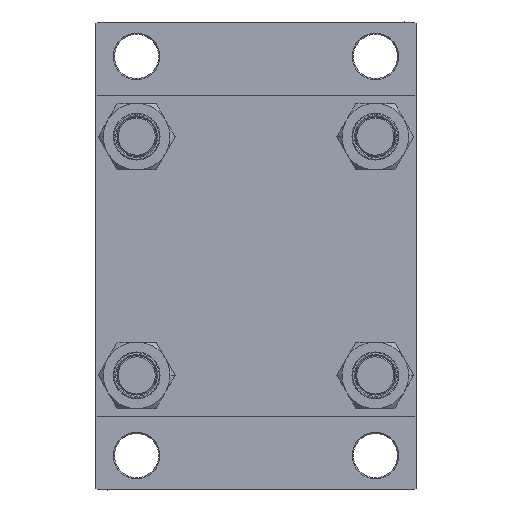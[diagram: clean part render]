
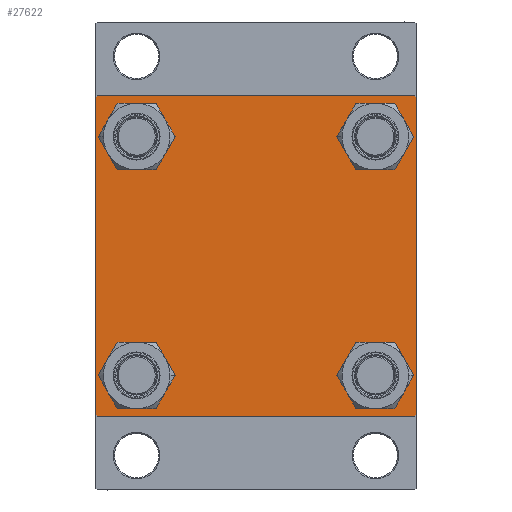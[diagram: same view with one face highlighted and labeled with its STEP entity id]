
A CAD part, left-side view. The second image highlights one B-rep face of the part: STEP entity #27622.
In plain terms, the highlighted planar face has unit normal (-1, 0, 0).
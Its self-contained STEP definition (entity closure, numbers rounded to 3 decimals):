
#803 = ORIENTED_EDGE ( 'NONE', *, *, #2493, .T. ) ;
#979 = EDGE_CURVE ( 'NONE', #8697, #15540, #24725, .T. ) ;
#1134 = AXIS2_PLACEMENT_3D ( 'NONE', #23267, #37989, #4937 ) ;
#1176 = AXIS2_PLACEMENT_3D ( 'NONE', #46156, #45692, #12614 ) ;
#1226 = CARTESIAN_POINT ( 'NONE',  ( 0., -64.5, 65. ) ) ;
#1693 = CARTESIAN_POINT ( 'NONE',  ( 0., 48.45, 39.95 ) ) ;
#1973 = VERTEX_POINT ( 'NONE', #24027 ) ;
#2493 = EDGE_CURVE ( 'NONE', #17418, #20600, #24762, .T. ) ;
#2826 = EDGE_CURVE ( 'NONE', #32211, #12341, #32570, .T. ) ;
#3109 = EDGE_CURVE ( 'NONE', #1973, #32211, #33484, .T. ) ;
#3189 = CARTESIAN_POINT ( 'NONE',  ( 0., -48.45, 39.95 ) ) ;
#3237 = LINE ( 'NONE', #15245, #16013 ) ;
#3483 = CARTESIAN_POINT ( 'NONE',  ( 0., 65., 64.5 ) ) ;
#3503 = VERTEX_POINT ( 'NONE', #14838 ) ;
#3767 = CIRCLE ( 'NONE', #44650, 8.5 ) ;
#3843 = DIRECTION ( 'NONE',  ( 0., -1., 0. ) ) ;
#4757 = CARTESIAN_POINT ( 'NONE',  ( 0., 64.75, -64.75 ) ) ;
#4937 = DIRECTION ( 'NONE',  ( 0., 0., 1. ) ) ;
#5314 = FACE_BOUND ( 'NONE', #20696, .T. ) ;
#5541 = DIRECTION ( 'NONE',  ( 0., 0., 1. ) ) ;
#5890 = DIRECTION ( 'NONE',  ( 0., 0.707, -0.707 ) ) ;
#6581 = DIRECTION ( 'NONE',  ( 1., 0., 0. ) ) ;
#6722 = DIRECTION ( 'NONE',  ( 0., 0., 1. ) ) ;
#6954 = EDGE_CURVE ( 'NONE', #3503, #18088, #12894, .T. ) ;
#7309 = AXIS2_PLACEMENT_3D ( 'NONE', #46103, #35217, #5541 ) ;
#7464 = CARTESIAN_POINT ( 'NONE',  ( 0., 48.45, 56.95 ) ) ;
#7632 = CARTESIAN_POINT ( 'NONE',  ( 0., 65., 65. ) ) ;
#8697 = VERTEX_POINT ( 'NONE', #24634 ) ;
#9824 = DIRECTION ( 'NONE',  ( 0., 0.707, 0.707 ) ) ;
#10328 = VECTOR ( 'NONE', #40927, 1000. ) ;
#10615 = DIRECTION ( 'NONE',  ( 1., 0., 0. ) ) ;
#11604 = LINE ( 'NONE', #25859, #44682 ) ;
#11670 = VECTOR ( 'NONE', #3843, 1000. ) ;
#12341 = VERTEX_POINT ( 'NONE', #12439 ) ;
#12439 = CARTESIAN_POINT ( 'NONE',  ( 0., -64.5, -65. ) ) ;
#12614 = DIRECTION ( 'NONE',  ( 0., 0., 1. ) ) ;
#12684 = ORIENTED_EDGE ( 'NONE', *, *, #30720, .T. ) ;
#12894 = LINE ( 'NONE', #13123, #17857 ) ;
#13123 = CARTESIAN_POINT ( 'NONE',  ( 0., 64.75, 64.75 ) ) ;
#13165 = EDGE_CURVE ( 'NONE', #38054, #47585, #35771, .T. ) ;
#13208 = AXIS2_PLACEMENT_3D ( 'NONE', #27029, #23400, #31573 ) ;
#13323 = ORIENTED_EDGE ( 'NONE', *, *, #29351, .T. ) ;
#13725 = EDGE_CURVE ( 'NONE', #20600, #17418, #18836, .T. ) ;
#13744 = DIRECTION ( 'NONE',  ( 0., 0., 1. ) ) ;
#14466 = ORIENTED_EDGE ( 'NONE', *, *, #35064, .F. ) ;
#14838 = CARTESIAN_POINT ( 'NONE',  ( 0., 64.5, 65. ) ) ;
#15245 = CARTESIAN_POINT ( 'NONE',  ( 0., -65., 65. ) ) ;
#15478 = DIRECTION ( 'NONE',  ( 0., 0., -1. ) ) ;
#15540 = VERTEX_POINT ( 'NONE', #3189 ) ;
#16013 = VECTOR ( 'NONE', #15478, 1000. ) ;
#16405 = PLANE ( 'NONE',  #7309 ) ;
#16752 = ORIENTED_EDGE ( 'NONE', *, *, #28695, .T. ) ;
#16826 = EDGE_LOOP ( 'NONE', ( #16752, #34632 ) ) ;
#17038 = CARTESIAN_POINT ( 'NONE',  ( 0., -65., -64.5 ) ) ;
#17041 = VECTOR ( 'NONE', #37577, 1000. ) ;
#17418 = VERTEX_POINT ( 'NONE', #24367 ) ;
#17439 = DIRECTION ( 'NONE',  ( 0., 0., 1. ) ) ;
#17857 = VECTOR ( 'NONE', #5890, 1000. ) ;
#17997 = CARTESIAN_POINT ( 'NONE',  ( 0., 64.5, -65. ) ) ;
#18055 = DIRECTION ( 'NONE',  ( 1., 0., 0. ) ) ;
#18088 = VERTEX_POINT ( 'NONE', #3483 ) ;
#18504 = ORIENTED_EDGE ( 'NONE', *, *, #26269, .T. ) ;
#18836 = CIRCLE ( 'NONE', #1134, 8.5 ) ;
#18915 = ORIENTED_EDGE ( 'NONE', *, *, #13165, .T. ) ;
#18987 = ORIENTED_EDGE ( 'NONE', *, *, #2826, .T. ) ;
#19568 = EDGE_CURVE ( 'NONE', #47243, #47766, #35639, .T. ) ;
#19832 = CARTESIAN_POINT ( 'NONE',  ( 0., 48.45, -39.95 ) ) ;
#20218 = VECTOR ( 'NONE', #9824, 1000. ) ;
#20600 = VERTEX_POINT ( 'NONE', #19832 ) ;
#20696 = EDGE_LOOP ( 'NONE', ( #18915, #13323 ) ) ;
#20999 = CARTESIAN_POINT ( 'NONE',  ( 0., 48.45, 48.45 ) ) ;
#21765 = ORIENTED_EDGE ( 'NONE', *, *, #6954, .T. ) ;
#22046 = CIRCLE ( 'NONE', #46727, 8.5 ) ;
#23267 = CARTESIAN_POINT ( 'NONE',  ( 0., 48.45, -48.45 ) ) ;
#23400 = DIRECTION ( 'NONE',  ( 1., 0., 0. ) ) ;
#23734 = LINE ( 'NONE', #27129, #34546 ) ;
#24027 = CARTESIAN_POINT ( 'NONE',  ( 0., 65., -64.5 ) ) ;
#24065 = CARTESIAN_POINT ( 'NONE',  ( 0., -64.75, 64.75 ) ) ;
#24367 = CARTESIAN_POINT ( 'NONE',  ( 0., 48.45, -56.95 ) ) ;
#24634 = CARTESIAN_POINT ( 'NONE',  ( 0., -48.45, 56.95 ) ) ;
#24725 = CIRCLE ( 'NONE', #37062, 8.5 ) ;
#24762 = CIRCLE ( 'NONE', #13208, 8.5 ) ;
#24923 = CARTESIAN_POINT ( 'NONE',  ( 0., -48.45, 48.45 ) ) ;
#25859 = CARTESIAN_POINT ( 'NONE',  ( 0., 65., 65. ) ) ;
#26269 = EDGE_CURVE ( 'NONE', #18088, #1973, #32967, .T. ) ;
#27008 = DIRECTION ( 'NONE',  ( 0., 0., 1. ) ) ;
#27029 = CARTESIAN_POINT ( 'NONE',  ( 0., 48.45, -48.45 ) ) ;
#27129 = CARTESIAN_POINT ( 'NONE',  ( 0., -64.75, -64.75 ) ) ;
#27622 = ADVANCED_FACE ( 'NONE', ( #46583, #5314, #39079, #28224, #27984 ), #16405, .T. ) ;
#27984 = FACE_OUTER_BOUND ( 'NONE', #38631, .T. ) ;
#28224 = FACE_BOUND ( 'NONE', #16826, .T. ) ;
#28444 = CARTESIAN_POINT ( 'NONE',  ( 0., 48.45, 48.45 ) ) ;
#28695 = EDGE_CURVE ( 'NONE', #44804, #43420, #40475, .T. ) ;
#29182 = CARTESIAN_POINT ( 'NONE',  ( 0., -48.45, -48.45 ) ) ;
#29351 = EDGE_CURVE ( 'NONE', #47585, #38054, #42790, .T. ) ;
#30720 = EDGE_CURVE ( 'NONE', #15540, #8697, #22046, .T. ) ;
#31048 = CARTESIAN_POINT ( 'NONE',  ( 0., -48.45, -39.95 ) ) ;
#31573 = DIRECTION ( 'NONE',  ( 0., 0., 1. ) ) ;
#31669 = EDGE_LOOP ( 'NONE', ( #36260, #12684 ) ) ;
#32109 = DIRECTION ( 'NONE',  ( 0., 0., 1. ) ) ;
#32211 = VERTEX_POINT ( 'NONE', #17997 ) ;
#32570 = LINE ( 'NONE', #37151, #11670 ) ;
#32721 = AXIS2_PLACEMENT_3D ( 'NONE', #29182, #44153, #13744 ) ;
#32967 = LINE ( 'NONE', #7632, #10328 ) ;
#33226 = ORIENTED_EDGE ( 'NONE', *, *, #42533, .F. ) ;
#33484 = LINE ( 'NONE', #4757, #17041 ) ;
#33556 = AXIS2_PLACEMENT_3D ( 'NONE', #28444, #18055, #6722 ) ;
#33618 = ORIENTED_EDGE ( 'NONE', *, *, #40200, .T. ) ;
#33755 = DIRECTION ( 'NONE',  ( 1., 0., 0. ) ) ;
#34546 = VECTOR ( 'NONE', #46176, 1000. ) ;
#34632 = ORIENTED_EDGE ( 'NONE', *, *, #41454, .T. ) ;
#35064 = EDGE_CURVE ( 'NONE', #47243, #47032, #3237, .T. ) ;
#35217 = DIRECTION ( 'NONE',  ( -1., 0., 0. ) ) ;
#35639 = LINE ( 'NONE', #24065, #20218 ) ;
#35771 = CIRCLE ( 'NONE', #32721, 8.5 ) ;
#35802 = CARTESIAN_POINT ( 'NONE',  ( 0., -48.45, -56.95 ) ) ;
#36260 = ORIENTED_EDGE ( 'NONE', *, *, #979, .T. ) ;
#36816 = CARTESIAN_POINT ( 'NONE',  ( 0., -65., 64.5 ) ) ;
#37062 = AXIS2_PLACEMENT_3D ( 'NONE', #45124, #33755, #27008 ) ;
#37151 = CARTESIAN_POINT ( 'NONE',  ( 0., 65., -65. ) ) ;
#37577 = DIRECTION ( 'NONE',  ( 0., -0.707, -0.707 ) ) ;
#37989 = DIRECTION ( 'NONE',  ( 1., 0., 0. ) ) ;
#38054 = VERTEX_POINT ( 'NONE', #31048 ) ;
#38631 = EDGE_LOOP ( 'NONE', ( #18504, #39891, #18987, #33618, #14466, #42907, #33226, #21765 ) ) ;
#39079 = FACE_BOUND ( 'NONE', #39983, .T. ) ;
#39891 = ORIENTED_EDGE ( 'NONE', *, *, #3109, .T. ) ;
#39983 = EDGE_LOOP ( 'NONE', ( #43301, #803 ) ) ;
#40200 = EDGE_CURVE ( 'NONE', #12341, #47032, #23734, .T. ) ;
#40475 = CIRCLE ( 'NONE', #33556, 8.5 ) ;
#40927 = DIRECTION ( 'NONE',  ( 0., 0., -1. ) ) ;
#41454 = EDGE_CURVE ( 'NONE', #43420, #44804, #3767, .T. ) ;
#42533 = EDGE_CURVE ( 'NONE', #3503, #47766, #11604, .T. ) ;
#42790 = CIRCLE ( 'NONE', #1176, 8.5 ) ;
#42907 = ORIENTED_EDGE ( 'NONE', *, *, #19568, .T. ) ;
#43301 = ORIENTED_EDGE ( 'NONE', *, *, #13725, .T. ) ;
#43420 = VERTEX_POINT ( 'NONE', #1693 ) ;
#44153 = DIRECTION ( 'NONE',  ( 1., 0., 0. ) ) ;
#44451 = DIRECTION ( 'NONE',  ( 0., -1., 0. ) ) ;
#44650 = AXIS2_PLACEMENT_3D ( 'NONE', #20999, #10615, #32109 ) ;
#44682 = VECTOR ( 'NONE', #44451, 1000. ) ;
#44804 = VERTEX_POINT ( 'NONE', #7464 ) ;
#45124 = CARTESIAN_POINT ( 'NONE',  ( 0., -48.45, 48.45 ) ) ;
#45692 = DIRECTION ( 'NONE',  ( 1., 0., 0. ) ) ;
#46103 = CARTESIAN_POINT ( 'NONE',  ( 0., 0., 0. ) ) ;
#46156 = CARTESIAN_POINT ( 'NONE',  ( 0., -48.45, -48.45 ) ) ;
#46176 = DIRECTION ( 'NONE',  ( 0., -0.707, 0.707 ) ) ;
#46583 = FACE_BOUND ( 'NONE', #31669, .T. ) ;
#46727 = AXIS2_PLACEMENT_3D ( 'NONE', #24923, #6581, #17439 ) ;
#47032 = VERTEX_POINT ( 'NONE', #17038 ) ;
#47243 = VERTEX_POINT ( 'NONE', #36816 ) ;
#47585 = VERTEX_POINT ( 'NONE', #35802 ) ;
#47766 = VERTEX_POINT ( 'NONE', #1226 ) ;
